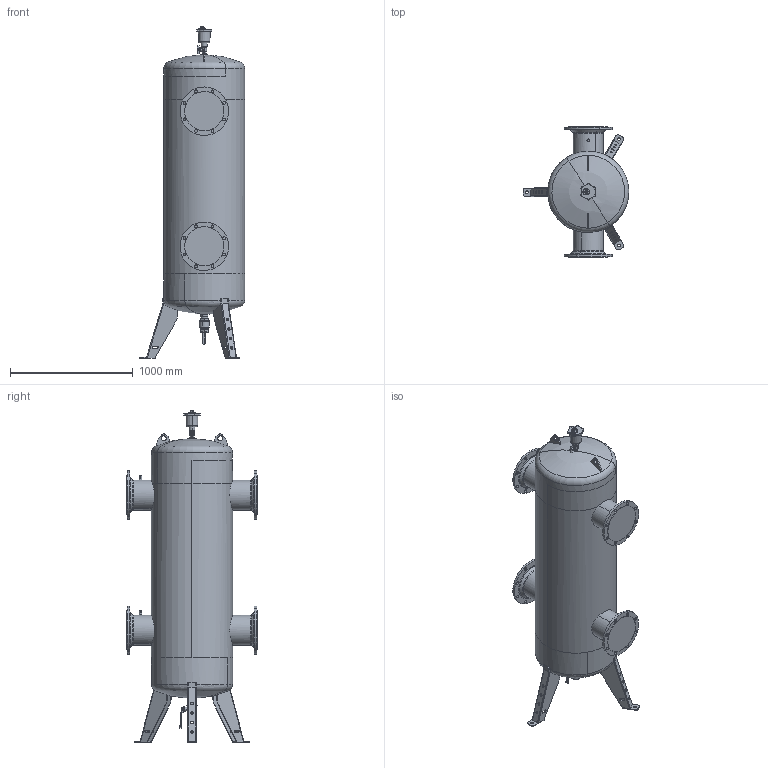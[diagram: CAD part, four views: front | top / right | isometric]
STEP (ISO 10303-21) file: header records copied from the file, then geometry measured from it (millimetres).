
FILE_DESCRIPTION(('CATIA V5 STEP Exchange'),'2;1');
FILE_NAME('STEP_548250_-_TST.stp','2017-10-03T06:24:23+00:00',('none'),('none'),'CATIA Version 5-6 Release 2016 SP4','CATIA V5 STEP AP203','none');
FILE_SCHEMA(('CONFIG_CONTROL_DESIGN'));
Length unit declared in the file: millimetre
Products named in the file (1): 548250 - TST
Bounding box: 860.4 x 1060 x 2703.74 mm (x, y, z)
Volume: 746794483.2 mm3; surface area: 7005698.4 mm2
Topology: 1 solids, 1 shells, 736 faces, 1878 edges, 1170 vertices
Faces by surface type: cylinder 317, plane 214, torus 69, bspline 68, cone 64, sphere 4
Entity records: 25727 total; most frequent: CARTESIAN_POINT 9922, ORIENTED_EDGE 3756, DIRECTION 2274, EDGE_CURVE 1878, VERTEX_POINT 1170, AXIS2_PLACEMENT_3D 1167, EDGE_LOOP 878, ADVANCED_FACE 736
